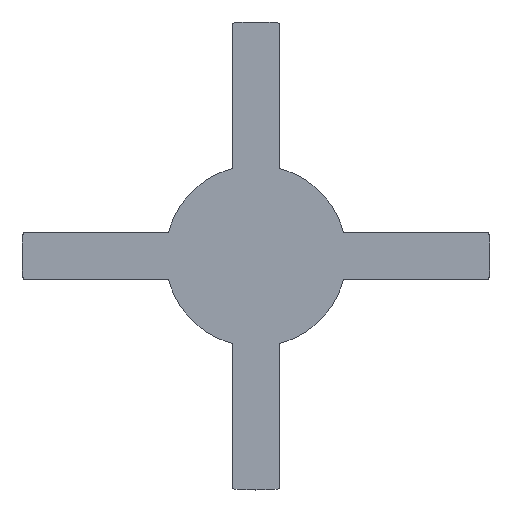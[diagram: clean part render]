
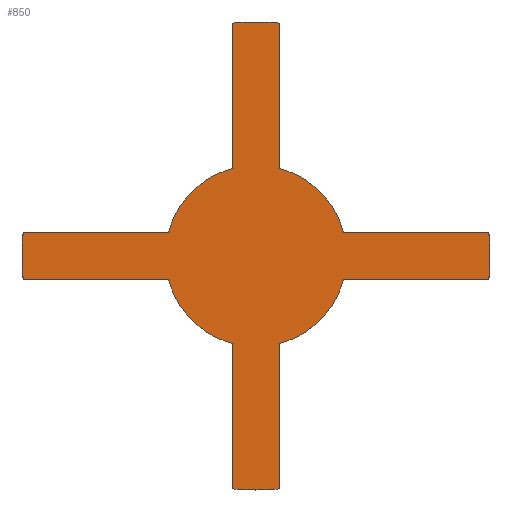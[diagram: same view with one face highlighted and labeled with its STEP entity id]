
A CAD part, front view. The second image highlights one B-rep face of the part: STEP entity #850.
In plain terms, the highlighted planar face has unit normal (0, -1, 0).
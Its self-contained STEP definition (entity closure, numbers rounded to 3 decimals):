
#13 = LINE ( 'NONE', #711, #204 ) ;
#24 = EDGE_CURVE ( 'NONE', #536, #183, #288, .T. ) ;
#29 = EDGE_CURVE ( 'NONE', #1091, #1247, #582, .T. ) ;
#38 = CARTESIAN_POINT ( 'NONE',  ( 0., -2., 0. ) ) ;
#39 = EDGE_CURVE ( 'NONE', #80, #675, #1449, .T. ) ;
#44 = VECTOR ( 'NONE', #450, 1000. ) ;
#51 = ORIENTED_EDGE ( 'NONE', *, *, #1362, .T. ) ;
#75 = DIRECTION ( 'NONE',  ( 0., 0., -1. ) ) ;
#78 = VERTEX_POINT ( 'NONE', #1101 ) ;
#80 = VERTEX_POINT ( 'NONE', #1110 ) ;
#82 = DIRECTION ( 'NONE',  ( 0., -1., 0. ) ) ;
#83 = ORIENTED_EDGE ( 'NONE', *, *, #863, .T. ) ;
#104 = DIRECTION ( 'NONE',  ( 0., 0., -1. ) ) ;
#131 = VERTEX_POINT ( 'NONE', #788 ) ;
#137 = CARTESIAN_POINT ( 'NONE',  ( 26.816, -2., 2.687 ) ) ;
#138 = VERTEX_POINT ( 'NONE', #220 ) ;
#163 = ORIENTED_EDGE ( 'NONE', *, *, #1387, .T. ) ;
#182 = CARTESIAN_POINT ( 'NONE',  ( 0., -2., -26.95 ) ) ;
#183 = VERTEX_POINT ( 'NONE', #387 ) ;
#200 = CARTESIAN_POINT ( 'NONE',  ( -26.816, -2., -2.687 ) ) ;
#203 = DIRECTION ( 'NONE',  ( 0., 0., 1. ) ) ;
#204 = VECTOR ( 'NONE', #259, 1000. ) ;
#208 = EDGE_CURVE ( 'NONE', #78, #292, #365, .T. ) ;
#210 = DIRECTION ( 'NONE',  ( 0., -1., 0. ) ) ;
#212 = DIRECTION ( 'NONE',  ( 0., 0., -1. ) ) ;
#220 = CARTESIAN_POINT ( 'NONE',  ( 10.099, -2., 2.687 ) ) ;
#232 = EDGE_CURVE ( 'NONE', #1156, #80, #13, .T. ) ;
#233 = AXIS2_PLACEMENT_3D ( 'NONE', #1326, #1223, #104 ) ;
#234 = CARTESIAN_POINT ( 'NONE',  ( -10.099, -2., -2.687 ) ) ;
#259 = DIRECTION ( 'NONE',  ( 0., 0., -1. ) ) ;
#271 = EDGE_CURVE ( 'NONE', #131, #515, #418, .T. ) ;
#275 = CARTESIAN_POINT ( 'NONE',  ( 0., -2., 0. ) ) ;
#276 = VECTOR ( 'NONE', #1100, 1000. ) ;
#288 = LINE ( 'NONE', #381, #624 ) ;
#292 = VERTEX_POINT ( 'NONE', #508 ) ;
#293 = CARTESIAN_POINT ( 'NONE',  ( 0., -2., 0. ) ) ;
#296 = CARTESIAN_POINT ( 'NONE',  ( 10.099, -2., -2.687 ) ) ;
#301 = LINE ( 'NONE', #1097, #1316 ) ;
#303 = AXIS2_PLACEMENT_3D ( 'NONE', #1214, #1348, #1243 ) ;
#310 = CARTESIAN_POINT ( 'NONE',  ( 0., -2., 0. ) ) ;
#311 = LINE ( 'NONE', #1014, #549 ) ;
#321 = VECTOR ( 'NONE', #376, 1000. ) ;
#341 = ORIENTED_EDGE ( 'NONE', *, *, #1349, .T. ) ;
#342 = CARTESIAN_POINT ( 'NONE',  ( 2.688, -2., -10.099 ) ) ;
#365 = LINE ( 'NONE', #725, #321 ) ;
#368 = VERTEX_POINT ( 'NONE', #432 ) ;
#376 = DIRECTION ( 'NONE',  ( 0., 0., -1. ) ) ;
#381 = CARTESIAN_POINT ( 'NONE',  ( -26.816, -2., 2.687 ) ) ;
#387 = CARTESIAN_POINT ( 'NONE',  ( -26.816, -2., 2.687 ) ) ;
#416 = ORIENTED_EDGE ( 'NONE', *, *, #884, .T. ) ;
#418 = CIRCLE ( 'NONE', #1353, 26.95 ) ;
#432 = CARTESIAN_POINT ( 'NONE',  ( 2.687, -2., 26.816 ) ) ;
#443 = CARTESIAN_POINT ( 'NONE',  ( 2.688, -2., 26.816 ) ) ;
#448 = VERTEX_POINT ( 'NONE', #234 ) ;
#450 = DIRECTION ( 'NONE',  ( 1., 0., 0. ) ) ;
#456 = CIRCLE ( 'NONE', #906, 26.95 ) ;
#459 = CARTESIAN_POINT ( 'NONE',  ( 0., -2., 0. ) ) ;
#508 = CARTESIAN_POINT ( 'NONE',  ( -2.688, -2., 10.099 ) ) ;
#515 = VERTEX_POINT ( 'NONE', #137 ) ;
#520 = CIRCLE ( 'NONE', #233, 10.45 ) ;
#536 = VERTEX_POINT ( 'NONE', #1022 ) ;
#549 = VECTOR ( 'NONE', #203, 1000. ) ;
#555 = DIRECTION ( 'NONE',  ( 0., 0., -1. ) ) ;
#573 = CIRCLE ( 'NONE', #764, 26.95 ) ;
#582 = CIRCLE ( 'NONE', #1216, 10.45 ) ;
#591 = CIRCLE ( 'NONE', #641, 26.95 ) ;
#602 = FACE_OUTER_BOUND ( 'NONE', #1166, .T. ) ;
#604 = ORIENTED_EDGE ( 'NONE', *, *, #208, .T. ) ;
#624 = VECTOR ( 'NONE', #1238, 1000. ) ;
#626 = VERTEX_POINT ( 'NONE', #1401 ) ;
#641 = AXIS2_PLACEMENT_3D ( 'NONE', #293, #82, #75 ) ;
#660 = ORIENTED_EDGE ( 'NONE', *, *, #1003, .T. ) ;
#664 = VECTOR ( 'NONE', #1374, 1000. ) ;
#675 = VERTEX_POINT ( 'NONE', #182 ) ;
#691 = CARTESIAN_POINT ( 'NONE',  ( 26.816, -2., 2.687 ) ) ;
#711 = CARTESIAN_POINT ( 'NONE',  ( -2.688, -2., -26.816 ) ) ;
#725 = CARTESIAN_POINT ( 'NONE',  ( -2.688, -2., 26.816 ) ) ;
#734 = DIRECTION ( 'NONE',  ( 0., 0., -1. ) ) ;
#757 = ORIENTED_EDGE ( 'NONE', *, *, #24, .T. ) ;
#764 = AXIS2_PLACEMENT_3D ( 'NONE', #888, #1115, #1121 ) ;
#767 = DIRECTION ( 'NONE',  ( 1., 0., 0. ) ) ;
#768 = DIRECTION ( 'NONE',  ( 0., -1., 0. ) ) ;
#776 = AXIS2_PLACEMENT_3D ( 'NONE', #459, #1118, #1215 ) ;
#788 = CARTESIAN_POINT ( 'NONE',  ( 26.816, -2., -2.687 ) ) ;
#789 = CIRCLE ( 'NONE', #1204, 10.45 ) ;
#823 = CARTESIAN_POINT ( 'NONE',  ( -2.687, -2., -10.099 ) ) ;
#850 = ADVANCED_FACE ( 'NONE', ( #602 ), #1077, .T. ) ;
#856 = DIRECTION ( 'NONE',  ( 0., -1., 0. ) ) ;
#863 = EDGE_CURVE ( 'NONE', #1247, #131, #301, .T. ) ;
#884 = EDGE_CURVE ( 'NONE', #183, #886, #591, .T. ) ;
#886 = VERTEX_POINT ( 'NONE', #200 ) ;
#888 = CARTESIAN_POINT ( 'NONE',  ( 0., -2., 0. ) ) ;
#902 = DIRECTION ( 'NONE',  ( 0., 0., -1. ) ) ;
#906 = AXIS2_PLACEMENT_3D ( 'NONE', #976, #210, #555 ) ;
#916 = EDGE_CURVE ( 'NONE', #138, #626, #789, .T. ) ;
#949 = DIRECTION ( 'NONE',  ( 0., 0., -1. ) ) ;
#963 = EDGE_CURVE ( 'NONE', #675, #1295, #573, .T. ) ;
#976 = CARTESIAN_POINT ( 'NONE',  ( 0., -2., 0. ) ) ;
#977 = CARTESIAN_POINT ( 'NONE',  ( 2.688, -2., -26.816 ) ) ;
#1003 = EDGE_CURVE ( 'NONE', #368, #78, #456, .T. ) ;
#1014 = CARTESIAN_POINT ( 'NONE',  ( 2.688, -2., -26.816 ) ) ;
#1022 = CARTESIAN_POINT ( 'NONE',  ( -10.099, -2., 2.687 ) ) ;
#1040 = EDGE_CURVE ( 'NONE', #886, #448, #1452, .T. ) ;
#1065 = ORIENTED_EDGE ( 'NONE', *, *, #271, .T. ) ;
#1069 = EDGE_CURVE ( 'NONE', #515, #138, #1354, .T. ) ;
#1077 = PLANE ( 'NONE',  #1231 ) ;
#1091 = VERTEX_POINT ( 'NONE', #342 ) ;
#1097 = CARTESIAN_POINT ( 'NONE',  ( 26.816, -2., -2.687 ) ) ;
#1100 = DIRECTION ( 'NONE',  ( 0., 0., 1. ) ) ;
#1101 = CARTESIAN_POINT ( 'NONE',  ( -2.688, -2., 26.816 ) ) ;
#1107 = ORIENTED_EDGE ( 'NONE', *, *, #232, .T. ) ;
#1110 = CARTESIAN_POINT ( 'NONE',  ( -2.687, -2., -26.816 ) ) ;
#1115 = DIRECTION ( 'NONE',  ( 0., -1., 0. ) ) ;
#1118 = DIRECTION ( 'NONE',  ( 0., -1., 0. ) ) ;
#1121 = DIRECTION ( 'NONE',  ( 0., 0., -1. ) ) ;
#1152 = CIRCLE ( 'NONE', #303, 10.45 ) ;
#1156 = VERTEX_POINT ( 'NONE', #823 ) ;
#1161 = ORIENTED_EDGE ( 'NONE', *, *, #963, .T. ) ;
#1166 = EDGE_LOOP ( 'NONE', ( #51, #1365, #83, #1065, #1346, #1191, #163, #660, #604, #341, #757, #416, #1400, #1420, #1107, #1305, #1161 ) ) ;
#1191 = ORIENTED_EDGE ( 'NONE', *, *, #916, .T. ) ;
#1204 = AXIS2_PLACEMENT_3D ( 'NONE', #310, #768, #902 ) ;
#1205 = CARTESIAN_POINT ( 'NONE',  ( -26.816, -2., -2.687 ) ) ;
#1214 = CARTESIAN_POINT ( 'NONE',  ( 0., -2., 0. ) ) ;
#1215 = DIRECTION ( 'NONE',  ( 0., 0., -1. ) ) ;
#1216 = AXIS2_PLACEMENT_3D ( 'NONE', #1454, #1320, #212 ) ;
#1223 = DIRECTION ( 'NONE',  ( 0., -1., 0. ) ) ;
#1231 = AXIS2_PLACEMENT_3D ( 'NONE', #275, #1292, #734 ) ;
#1238 = DIRECTION ( 'NONE',  ( -1., 0., 0. ) ) ;
#1243 = DIRECTION ( 'NONE',  ( 0., 0., -1. ) ) ;
#1247 = VERTEX_POINT ( 'NONE', #296 ) ;
#1292 = DIRECTION ( 'NONE',  ( 0., -1., 0. ) ) ;
#1295 = VERTEX_POINT ( 'NONE', #977 ) ;
#1305 = ORIENTED_EDGE ( 'NONE', *, *, #39, .T. ) ;
#1316 = VECTOR ( 'NONE', #767, 1000. ) ;
#1320 = DIRECTION ( 'NONE',  ( 0., -1., 0. ) ) ;
#1326 = CARTESIAN_POINT ( 'NONE',  ( 0., -2., 0. ) ) ;
#1338 = EDGE_CURVE ( 'NONE', #448, #1156, #1152, .T. ) ;
#1346 = ORIENTED_EDGE ( 'NONE', *, *, #1069, .T. ) ;
#1348 = DIRECTION ( 'NONE',  ( 0., -1., 0. ) ) ;
#1349 = EDGE_CURVE ( 'NONE', #292, #536, #520, .T. ) ;
#1353 = AXIS2_PLACEMENT_3D ( 'NONE', #38, #856, #949 ) ;
#1354 = LINE ( 'NONE', #691, #664 ) ;
#1362 = EDGE_CURVE ( 'NONE', #1295, #1091, #311, .T. ) ;
#1365 = ORIENTED_EDGE ( 'NONE', *, *, #29, .T. ) ;
#1374 = DIRECTION ( 'NONE',  ( -1., 0., 0. ) ) ;
#1387 = EDGE_CURVE ( 'NONE', #626, #368, #1446, .T. ) ;
#1400 = ORIENTED_EDGE ( 'NONE', *, *, #1040, .T. ) ;
#1401 = CARTESIAN_POINT ( 'NONE',  ( 2.687, -2., 10.099 ) ) ;
#1420 = ORIENTED_EDGE ( 'NONE', *, *, #1338, .T. ) ;
#1446 = LINE ( 'NONE', #443, #276 ) ;
#1449 = CIRCLE ( 'NONE', #776, 26.95 ) ;
#1452 = LINE ( 'NONE', #1205, #44 ) ;
#1454 = CARTESIAN_POINT ( 'NONE',  ( 0., -2., 0. ) ) ;
